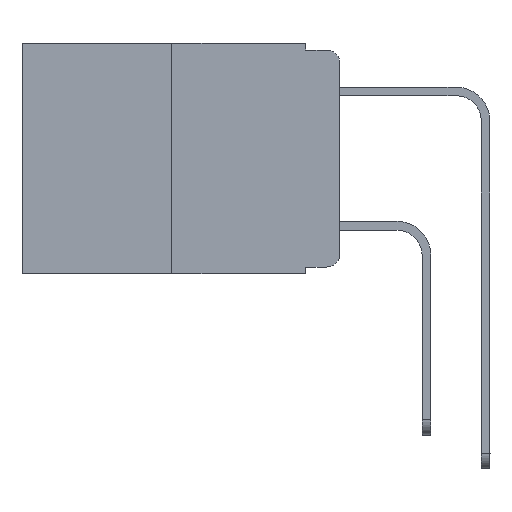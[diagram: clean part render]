
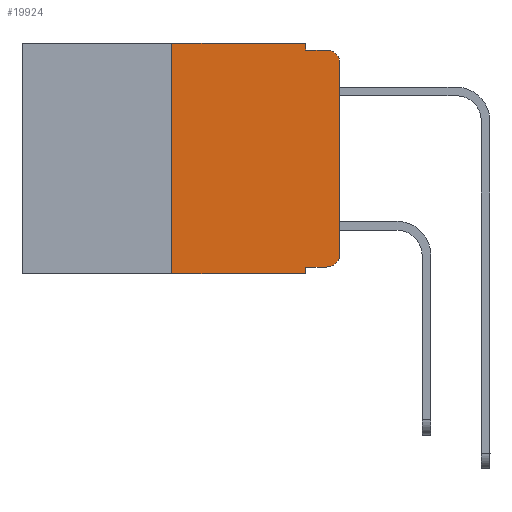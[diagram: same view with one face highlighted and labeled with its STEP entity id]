
A CAD part, left-side view. The second image highlights one B-rep face of the part: STEP entity #19924.
In plain terms, the highlighted planar face has unit normal (-1, 0, 0).
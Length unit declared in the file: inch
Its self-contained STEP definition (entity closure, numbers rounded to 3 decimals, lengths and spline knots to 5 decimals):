
#60 = VERTEX_POINT ( 'NONE', #17903 ) ;
#162 = VECTOR ( 'NONE', #17411, 39.37008 ) ;
#644 = DIRECTION ( 'NONE',  ( 0., 0., 1. ) ) ;
#867 = EDGE_CURVE ( 'NONE', #14035, #20021, #15927, .T. ) ;
#1438 = EDGE_CURVE ( 'NONE', #24325, #9945, #12785, .T. ) ;
#1622 = ORIENTED_EDGE ( 'NONE', *, *, #1438, .T. ) ;
#2191 = CARTESIAN_POINT ( 'NONE',  ( 0., 0., -0.313 ) ) ;
#2685 = CARTESIAN_POINT ( 'NONE',  ( 0., 0.25, 0. ) ) ;
#2887 = ORIENTED_EDGE ( 'NONE', *, *, #27033, .T. ) ;
#2918 = EDGE_CURVE ( 'NONE', #13388, #8506, #4056, .T. ) ;
#3090 = DIRECTION ( 'NONE',  ( 0., 0., -1. ) ) ;
#3791 = VERTEX_POINT ( 'NONE', #2191 ) ;
#3829 = ORIENTED_EDGE ( 'NONE', *, *, #19166, .T. ) ;
#4056 = LINE ( 'NONE', #17417, #20778 ) ;
#4124 = ORIENTED_EDGE ( 'NONE', *, *, #27469, .F. ) ;
#4323 = VECTOR ( 'NONE', #6385, 39.37008 ) ;
#4852 = CARTESIAN_POINT ( 'NONE',  ( 0., 0.051, -0.343 ) ) ;
#6330 = LINE ( 'NONE', #17262, #10499 ) ;
#6345 = EDGE_CURVE ( 'NONE', #60, #19240, #8036, .T. ) ;
#6373 = AXIS2_PLACEMENT_3D ( 'NONE', #7742, #25353, #23182 ) ;
#6385 = DIRECTION ( 'NONE',  ( 0., 0., 1. ) ) ;
#7106 = VECTOR ( 'NONE', #23191, 39.37008 ) ;
#7408 = DIRECTION ( 'NONE',  ( 1., 0., 0. ) ) ;
#7507 = LINE ( 'NONE', #22367, #7581 ) ;
#7581 = VECTOR ( 'NONE', #11817, 39.37008 ) ;
#7727 = CARTESIAN_POINT ( 'NONE',  ( 0., 0.051, -0.01 ) ) ;
#7742 = CARTESIAN_POINT ( 'NONE',  ( 0., 0.02, -0.313 ) ) ;
#8036 = LINE ( 'NONE', #27364, #7106 ) ;
#8130 = CARTESIAN_POINT ( 'NONE',  ( 0., 0.25, 0. ) ) ;
#8406 = CARTESIAN_POINT ( 'NONE',  ( 0., 0., 0. ) ) ;
#8506 = VERTEX_POINT ( 'NONE', #7727 ) ;
#8787 = DIRECTION ( 'NONE',  ( 0., 0., -1. ) ) ;
#9945 = VERTEX_POINT ( 'NONE', #22776 ) ;
#10499 = VECTOR ( 'NONE', #21611, 39.37008 ) ;
#10540 = LINE ( 'NONE', #8406, #4323 ) ;
#10909 = ORIENTED_EDGE ( 'NONE', *, *, #18864, .F. ) ;
#11817 = DIRECTION ( 'NONE',  ( 0., -1., 0. ) ) ;
#12458 = VERTEX_POINT ( 'NONE', #4852 ) ;
#12785 = CIRCLE ( 'NONE', #13707, 0.02 ) ;
#12919 = EDGE_LOOP ( 'NONE', ( #18670, #1622, #10909, #13322, #19154, #14908, #3829, #4124, #25526, #2887 ) ) ;
#12950 = EDGE_CURVE ( 'NONE', #20021, #13388, #13869, .T. ) ;
#13322 = ORIENTED_EDGE ( 'NONE', *, *, #2918, .F. ) ;
#13388 = VERTEX_POINT ( 'NONE', #20498 ) ;
#13707 = AXIS2_PLACEMENT_3D ( 'NONE', #21257, #14607, #3090 ) ;
#13869 = LINE ( 'NONE', #27303, #16548 ) ;
#14035 = VERTEX_POINT ( 'NONE', #16679 ) ;
#14406 = CARTESIAN_POINT ( 'NONE',  ( 0., 0.02, -0.333 ) ) ;
#14607 = DIRECTION ( 'NONE',  ( -1., 0., 0. ) ) ;
#14908 = ORIENTED_EDGE ( 'NONE', *, *, #867, .F. ) ;
#15892 = CARTESIAN_POINT ( 'NONE',  ( 0., 0.473, 0. ) ) ;
#15927 = LINE ( 'NONE', #2685, #26434 ) ;
#16176 = PLANE ( 'NONE',  #25067 ) ;
#16465 = DIRECTION ( 'NONE',  ( 0., 0., -1. ) ) ;
#16548 = VECTOR ( 'NONE', #22696, 39.37008 ) ;
#16679 = CARTESIAN_POINT ( 'NONE',  ( 0., 0.25, -0.343 ) ) ;
#17262 = CARTESIAN_POINT ( 'NONE',  ( 0., 0.051, 0. ) ) ;
#17411 = DIRECTION ( 'NONE',  ( 0., -1., 0. ) ) ;
#17417 = CARTESIAN_POINT ( 'NONE',  ( 0., 0.051, 0. ) ) ;
#17903 = CARTESIAN_POINT ( 'NONE',  ( 0., 0.051, -0.333 ) ) ;
#18465 = EDGE_CURVE ( 'NONE', #3791, #24325, #10540, .T. ) ;
#18670 = ORIENTED_EDGE ( 'NONE', *, *, #18465, .T. ) ;
#18864 = EDGE_CURVE ( 'NONE', #8506, #9945, #22049, .T. ) ;
#19154 = ORIENTED_EDGE ( 'NONE', *, *, #12950, .F. ) ;
#19166 = EDGE_CURVE ( 'NONE', #14035, #12458, #7507, .T. ) ;
#19240 = VERTEX_POINT ( 'NONE', #14406 ) ;
#19721 = CIRCLE ( 'NONE', #6373, 0.02 ) ;
#19924 = ADVANCED_FACE ( 'NONE', ( #22992 ), #16176, .F. ) ;
#20021 = VERTEX_POINT ( 'NONE', #8130 ) ;
#20498 = CARTESIAN_POINT ( 'NONE',  ( 0., 0.051, 0. ) ) ;
#20680 = CARTESIAN_POINT ( 'NONE',  ( 0., 0., -0.03 ) ) ;
#20778 = VECTOR ( 'NONE', #8787, 39.37008 ) ;
#21257 = CARTESIAN_POINT ( 'NONE',  ( 0., 0.02, -0.03 ) ) ;
#21611 = DIRECTION ( 'NONE',  ( 0., 0., -1. ) ) ;
#22049 = LINE ( 'NONE', #27991, #162 ) ;
#22367 = CARTESIAN_POINT ( 'NONE',  ( 0., 0.473, -0.343 ) ) ;
#22696 = DIRECTION ( 'NONE',  ( 0., -1., 0. ) ) ;
#22776 = CARTESIAN_POINT ( 'NONE',  ( 0., 0.02, -0.01 ) ) ;
#22992 = FACE_OUTER_BOUND ( 'NONE', #12919, .T. ) ;
#23182 = DIRECTION ( 'NONE',  ( 0., 0., -1. ) ) ;
#23191 = DIRECTION ( 'NONE',  ( 0., -1., 0. ) ) ;
#24325 = VERTEX_POINT ( 'NONE', #20680 ) ;
#25067 = AXIS2_PLACEMENT_3D ( 'NONE', #15892, #7408, #16465 ) ;
#25353 = DIRECTION ( 'NONE',  ( -1., 0., 0. ) ) ;
#25526 = ORIENTED_EDGE ( 'NONE', *, *, #6345, .T. ) ;
#26434 = VECTOR ( 'NONE', #644, 39.37008 ) ;
#27033 = EDGE_CURVE ( 'NONE', #19240, #3791, #19721, .T. ) ;
#27303 = CARTESIAN_POINT ( 'NONE',  ( 0., 0.473, 0. ) ) ;
#27364 = CARTESIAN_POINT ( 'NONE',  ( 0., 0.051, -0.333 ) ) ;
#27469 = EDGE_CURVE ( 'NONE', #60, #12458, #6330, .T. ) ;
#27991 = CARTESIAN_POINT ( 'NONE',  ( 0., 0.051, -0.01 ) ) ;
